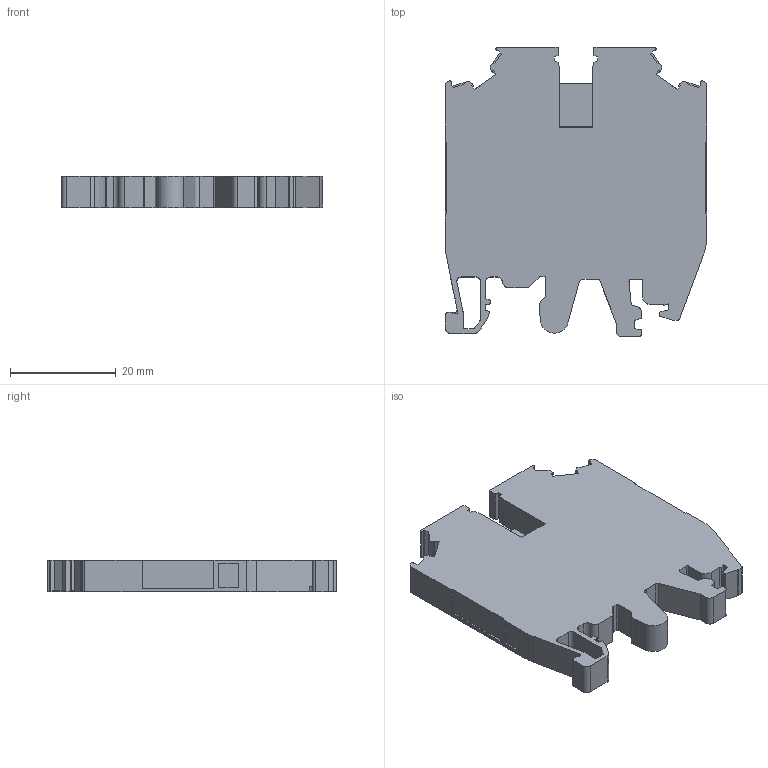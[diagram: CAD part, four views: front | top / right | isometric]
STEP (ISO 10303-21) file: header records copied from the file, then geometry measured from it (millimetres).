
FILE_DESCRIPTION (( 'STEP AP214' ), '1' );
FILE_NAME ('KLM.304509_AVK Y4_Beige.STEP', '2014-04-16T09:50:55', ( 'arge' ), ( 'Microsoft' ), 'SwSTEP 2.0', 'SolidWorks 2014', '' );
FILE_SCHEMA (( 'AUTOMOTIVE_DESIGN' ));
Length unit declared in the file: millimetre
Products named in the file (1): KLM.304509_AVK Y4_Beige
Bounding box: 49.4 x 54.69 x 6 mm (x, y, z)
Volume: 12734.5 mm3; surface area: 6383.6 mm2
Topology: 1 solids, 1 shells, 232 faces, 681 edges, 454 vertices
Faces by surface type: plane 156, cylinder 76
Entity records: 7741 total; most frequent: CARTESIAN_POINT 1368, ORIENTED_EDGE 1362, DIRECTION 1305, EDGE_CURVE 681, VECTOR 523, LINE 523, VERTEX_POINT 454, AXIS2_PLACEMENT_3D 391
